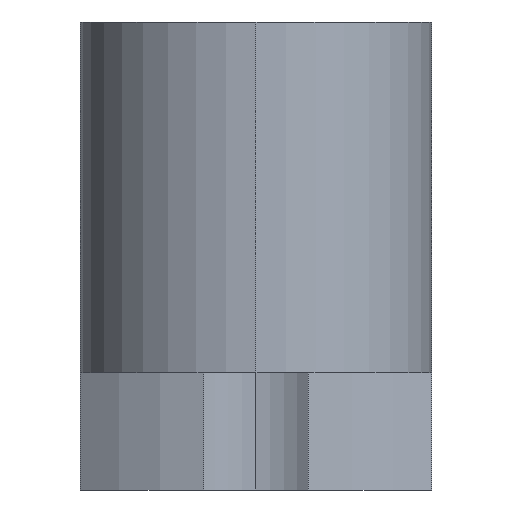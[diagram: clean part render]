
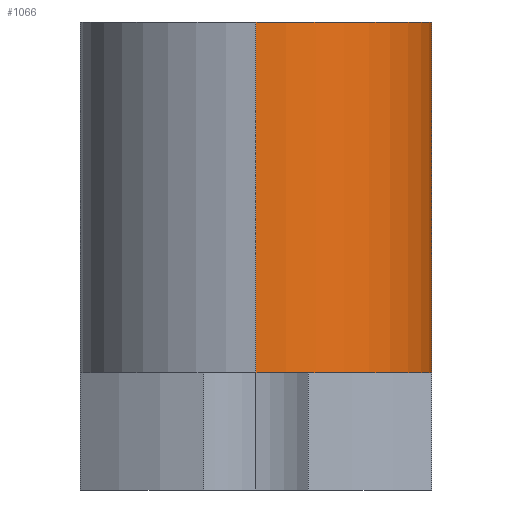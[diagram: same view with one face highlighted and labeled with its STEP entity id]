
A CAD part, left-side view. The second image highlights one B-rep face of the part: STEP entity #1066.
In plain terms, the highlighted cylindrical face has radius 3 mm (diameter 6 mm), a partial arc.
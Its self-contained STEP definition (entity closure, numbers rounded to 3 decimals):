
#18 = DIRECTION ( 'NONE',  ( 0., 0., 1. ) ) ;
#32 = LINE ( 'NONE', #600, #1116 ) ;
#77 = ORIENTED_EDGE ( 'NONE', *, *, #492, .F. ) ;
#148 = ORIENTED_EDGE ( 'NONE', *, *, #469, .F. ) ;
#165 = FACE_OUTER_BOUND ( 'NONE', #371, .T. ) ;
#179 = CARTESIAN_POINT ( 'NONE',  ( -6., 0., 6. ) ) ;
#182 = DIRECTION ( 'NONE',  ( 0., 0., 1. ) ) ;
#217 = CARTESIAN_POINT ( 'NONE',  ( -6., -3., 0. ) ) ;
#281 = CARTESIAN_POINT ( 'NONE',  ( -6., -3., 6. ) ) ;
#289 = EDGE_CURVE ( 'NONE', #871, #647, #947, .T. ) ;
#301 = ORIENTED_EDGE ( 'NONE', *, *, #639, .T. ) ;
#371 = EDGE_LOOP ( 'NONE', ( #77, #301, #834, #148 ) ) ;
#380 = DIRECTION ( 'NONE',  ( 1., 0., 0. ) ) ;
#420 = CARTESIAN_POINT ( 'NONE',  ( -6., 0., 0. ) ) ;
#424 = AXIS2_PLACEMENT_3D ( 'NONE', #420, #18, #797 ) ;
#469 = EDGE_CURVE ( 'NONE', #960, #647, #673, .T. ) ;
#486 = CIRCLE ( 'NONE', #1177, 3. ) ;
#492 = EDGE_CURVE ( 'NONE', #735, #960, #486, .T. ) ;
#563 = DIRECTION ( 'NONE',  ( -1., 0., 0. ) ) ;
#598 = CARTESIAN_POINT ( 'NONE',  ( -6., -3., 6. ) ) ;
#600 = CARTESIAN_POINT ( 'NONE',  ( -9., 0., 6. ) ) ;
#630 = CARTESIAN_POINT ( 'NONE',  ( -9., 0., 0. ) ) ;
#639 = EDGE_CURVE ( 'NONE', #735, #871, #32, .T. ) ;
#647 = VERTEX_POINT ( 'NONE', #217 ) ;
#666 = AXIS2_PLACEMENT_3D ( 'NONE', #179, #1107, #563 ) ;
#673 = LINE ( 'NONE', #281, #1032 ) ;
#735 = VERTEX_POINT ( 'NONE', #874 ) ;
#797 = DIRECTION ( 'NONE',  ( 1., 0., 0. ) ) ;
#813 = CYLINDRICAL_SURFACE ( 'NONE', #666, 3. ) ;
#834 = ORIENTED_EDGE ( 'NONE', *, *, #289, .T. ) ;
#849 = CARTESIAN_POINT ( 'NONE',  ( -6., 0., 6. ) ) ;
#871 = VERTEX_POINT ( 'NONE', #630 ) ;
#874 = CARTESIAN_POINT ( 'NONE',  ( -9., 0., 6. ) ) ;
#947 = CIRCLE ( 'NONE', #424, 3. ) ;
#952 = DIRECTION ( 'NONE',  ( 0., 0., -1. ) ) ;
#960 = VERTEX_POINT ( 'NONE', #598 ) ;
#967 = DIRECTION ( 'NONE',  ( 0., 0., -1. ) ) ;
#1032 = VECTOR ( 'NONE', #952, 1000. ) ;
#1066 = ADVANCED_FACE ( 'NONE', ( #165 ), #813, .T. ) ;
#1107 = DIRECTION ( 'NONE',  ( 0., 0., -1. ) ) ;
#1116 = VECTOR ( 'NONE', #967, 1000. ) ;
#1177 = AXIS2_PLACEMENT_3D ( 'NONE', #849, #182, #380 ) ;
